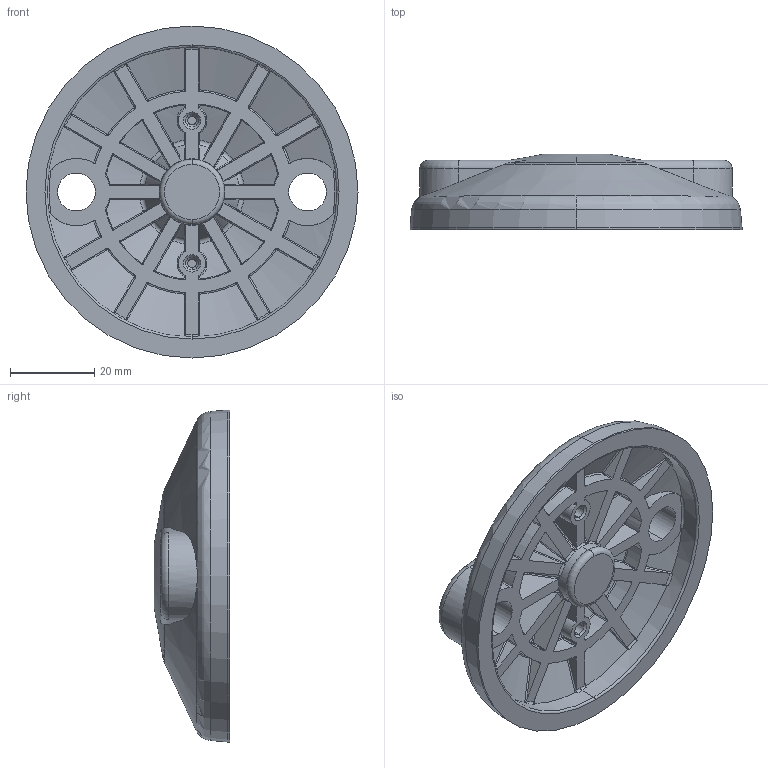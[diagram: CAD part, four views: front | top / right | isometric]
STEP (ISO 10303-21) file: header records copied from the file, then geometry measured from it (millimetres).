
FILE_DESCRIPTION (( 'STEP AP214' ), '1' );
FILE_NAME ('098d080kb.STEP', '2014-08-11T09:31:42', ( '' ), ( '' ), 'SwSTEP 2.0', 'SolidWorks 2014', '' );
FILE_SCHEMA (( 'AUTOMOTIVE_DESIGN' ));
Length unit declared in the file: millimetre
Products named in the file (1): 098d080kb
Bounding box: 79 x 18 x 79 mm (x, y, z)
Volume: 36148.8 mm3; surface area: 17188.6 mm2
Topology: 1 solids, 1 shells, 467 faces, 1223 edges, 740 vertices
Faces by surface type: cylinder 116, bspline 104, plane 79, torus 71, cone 55, sphere 42
Entity records: 17021 total; most frequent: CARTESIAN_POINT 6677, ORIENTED_EDGE 2362, DIRECTION 1963, EDGE_CURVE 1181, AXIS2_PLACEMENT_3D 864, VERTEX_POINT 720, CIRCLE 500, EDGE_LOOP 475
